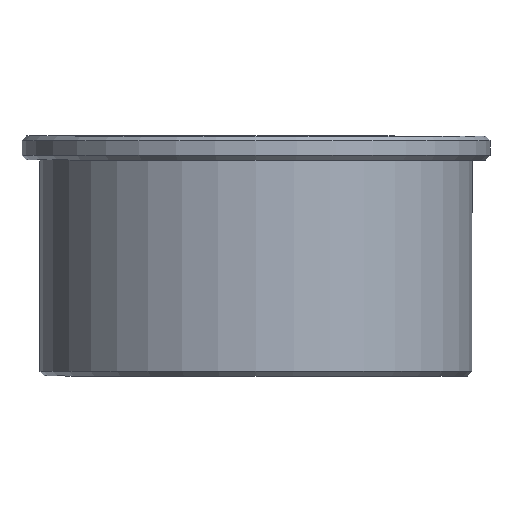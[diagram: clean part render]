
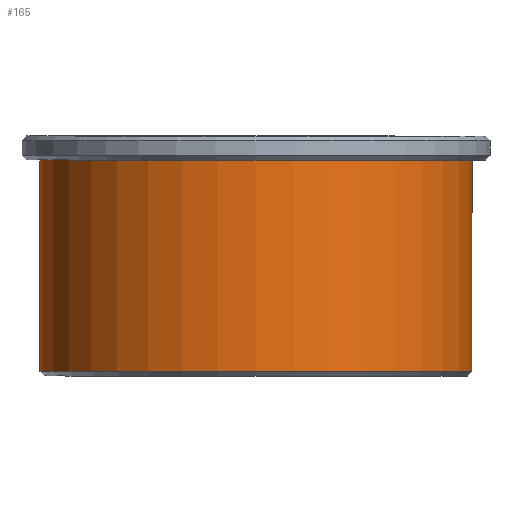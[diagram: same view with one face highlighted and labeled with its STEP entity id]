
A CAD part, front view. The second image highlights one B-rep face of the part: STEP entity #165.
In plain terms, the highlighted cylindrical face has radius 90 mm (diameter 180 mm), a full revolution.
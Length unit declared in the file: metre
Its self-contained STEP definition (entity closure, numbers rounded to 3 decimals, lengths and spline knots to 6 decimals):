
#165=ADVANCED_FACE('',(#204,#205),#206,.T.);
#204=FACE_OUTER_BOUND('',#5316,.T.);
#205=FACE_OUTER_BOUND('',#5317,.T.);
#206=CYLINDRICAL_SURFACE('',#5318,0.09);
#5316=EDGE_LOOP('',(#10463));
#5317=EDGE_LOOP('',(#10464));
#5318=AXIS2_PLACEMENT_3D('',#10465,#10466,#10467);
#10463=ORIENTED_EDGE('',*,*,#10503,.T.);
#10464=ORIENTED_EDGE('',*,*,#10502,.F.);
#10465=CARTESIAN_POINT('',(0.0,0.0,0.0));
#10466=DIRECTION('',(0.0,0.,-1.0));
#10467=DIRECTION('',(0.0,1.0,0.));
#10502=EDGE_CURVE('',#10541,#10541,#10542,.T.);
#10503=EDGE_CURVE('',#10543,#10543,#10544,.T.);
#10541=VERTEX_POINT('',#10705);
#10542=CIRCLE('',#10706,0.09);
#10543=VERTEX_POINT('',#10707);
#10544=CIRCLE('',#10708,0.09);
#10705=CARTESIAN_POINT('',(0.0,0.09,0.002));
#10706=AXIS2_PLACEMENT_3D('',#10751,#10752,#10753);
#10707=CARTESIAN_POINT('',(0.0,0.09,0.09));
#10708=AXIS2_PLACEMENT_3D('',#10754,#10755,#10756);
#10751=CARTESIAN_POINT('',(0.0,0.0,0.002));
#10752=DIRECTION('',(0.0,0.,-1.0));
#10753=DIRECTION('',(0.0,1.0,0.));
#10754=CARTESIAN_POINT('',(0.0,0.,0.09));
#10755=DIRECTION('',(0.0,0.,-1.0));
#10756=DIRECTION('',(0.0,1.0,0.));
